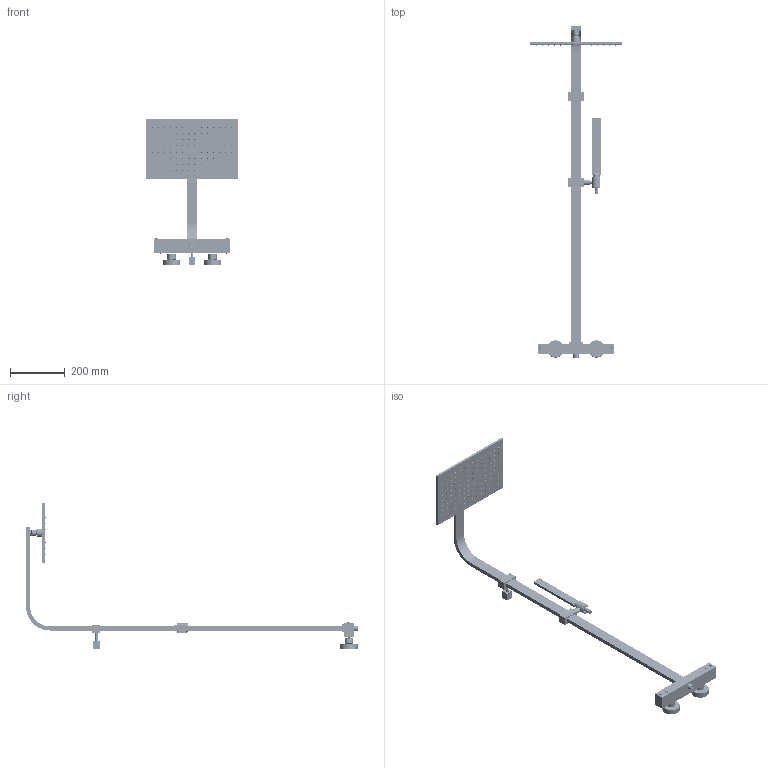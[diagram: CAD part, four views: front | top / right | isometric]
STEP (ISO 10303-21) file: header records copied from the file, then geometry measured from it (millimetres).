
FILE_DESCRIPTION((''),'2;1');
FILE_NAME('WEGRG_ASM','2021-04-14T13:09:41',('ut3'),('PAFFONI SpA'),'CREO PARAMETRIC BY PTC INC, 2020044','CREO PARAMETRIC BY PTC INC, 2020044','');
FILE_SCHEMA(('CONFIG_CONTROL_DESIGN','SHAPE_APPEARANCE_LAYERS_GROUPS'));
Products named in the file (27): ZCOL665CR_SW0001; 4071860CR-A-1; 4071860CR-A-2; 4071860CR-A_ASM; 4071860CR-B-1; 4071860CR-B-2; 4071860CR-B_ASM; 4071860CR-C-1; 4071860CR-C-2; 4071860CR-C_ASM; 4071860CR-D-1; 4071860CR-D-2; 4071860CR-D-3; 4071860CR-D-4; 4071860CR-D-5; 4071860CR-D-6; 4071860CR-D_ASM; 4071860CR-E-1; 4071860CR-E-2; 4071860CR-E-3; 4071860CR-E-4; 4071860CR-E_ASM; 4071860CR-F; 4071860CR-G; 4071860CR-H; 4071860CR_ASM; WEGRG_ASM
Assembly tree (179 placements, depth 4):
  WEGRG_ASM
    ZCOL665CR_SW0001
    4071860CR_ASM
      4071860CR-A_ASM
        4071860CR-A-1
        4071860CR-A-2
      4071860CR-B_ASM
        4071860CR-B-1
        4071860CR-B-2
      4071860CR-C_ASM  x22
        4071860CR-C-1
        4071860CR-C-2
      4071860CR-D_ASM  x22
        4071860CR-D-1
        4071860CR-D-2
        4071860CR-D-3
        4071860CR-D-4
        4071860CR-D-5
        4071860CR-D-6
      4071860CR-E_ASM  x112
        4071860CR-E-1
        4071860CR-E-2
        4071860CR-E-3
        4071860CR-E-4
      4071860CR-F
      4071860CR-G
      4071860CR-H
Bounding box: 340 x 1215.5 x 535.7 mm (x, y, z)
Volume: 950642.2 mm3; surface area: 999574 mm2
Topology: 175 solids, 176 shells, 9739 faces, 22412 edges, 13564 vertices
Faces by surface type: cylinder 3528, torus 2825, plane 2462, cone 765, sphere 105, bspline 54
Entity records: 205106 total; most frequent: CARTESIAN_POINT 46629, DIRECTION 26867, ORIENTED_EDGE 24344, EDGE_CURVE 12176, AXIS2_PLACEMENT_3D 10538, VERTEX_POINT 7735, PRESENTATION_STYLE_ASSIGNMENT 6805, STYLED_ITEM 6805
